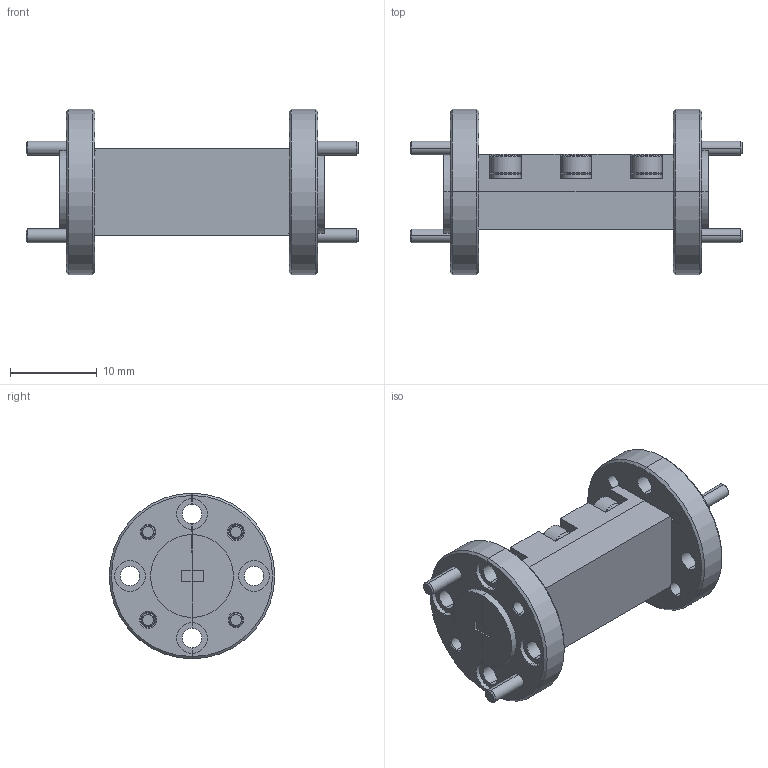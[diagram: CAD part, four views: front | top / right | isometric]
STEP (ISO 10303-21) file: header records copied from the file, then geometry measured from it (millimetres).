
FILE_DESCRIPTION (( 'STEP AP203' ), '1' );
FILE_NAME ('SWF-10404340-10-B1.STEP', '2018-11-08T20:14:37', ( '' ), ( '' ), 'SwSTEP 2.0', 'SolidWorks 2016', '' );
FILE_SCHEMA (( 'CONFIG_CONTROL_DESIGN' ));
Length unit declared in the file: inch
Products named in the file (1): SWF-10404340-10-B1
Bounding box: 38.23 x 19.05 x 19.05 mm (x, y, z)
Volume: 3665 mm3; surface area: 4882 mm2
Topology: 23 solids, 23 shells, 790 faces, 2008 edges, 1260 vertices
Faces by surface type: cylinder 418, plane 190, cone 170, bspline 12
Entity records: 29993 total; most frequent: CARTESIAN_POINT 12239, ORIENTED_EDGE 3960, DIRECTION 3464, EDGE_CURVE 1980, AXIS2_PLACEMENT_3D 1291, VERTEX_POINT 1260, LINE 882, VECTOR 882
